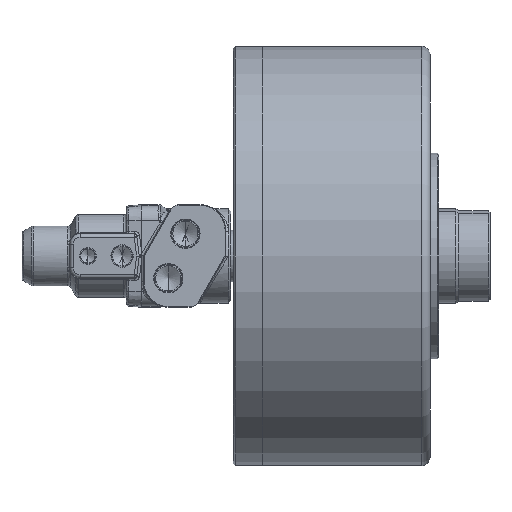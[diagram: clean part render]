
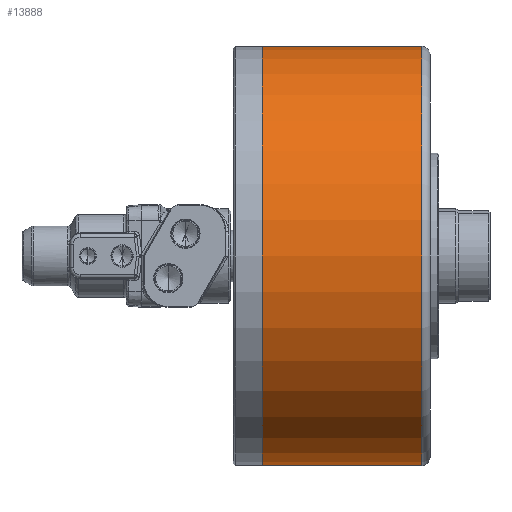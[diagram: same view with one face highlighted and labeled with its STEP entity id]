
A CAD part, front view. The second image highlights one B-rep face of the part: STEP entity #13888.
In plain terms, the highlighted cylindrical face has radius 122.5 mm (diameter 245 mm), a partial arc.
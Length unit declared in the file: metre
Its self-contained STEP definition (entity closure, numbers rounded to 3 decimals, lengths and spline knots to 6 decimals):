
#3019 = DIRECTION ( 'NONE',  ( -1., 0., 0. ) ) ;
#3053 = CARTESIAN_POINT ( 'NONE',  ( 0.093, 0., -0.1225 ) ) ;
#3059 = DIRECTION ( 'NONE',  ( 0., 0., 1. ) ) ;
#3359 = CARTESIAN_POINT ( 'NONE',  ( 0.093, 0., 0.1225 ) ) ;
#3538 = CARTESIAN_POINT ( 'NONE',  ( 0., 0., -0.1225 ) ) ;
#3545 = DIRECTION ( 'NONE',  ( -1., 0., 0. ) ) ;
#3546 = VECTOR ( 'NONE', #3545, 1. ) ;
#3698 = CARTESIAN_POINT ( 'NONE',  ( 0., 0., 0.1225 ) ) ;
#3699 = LINE ( 'NONE', #3698, #3546 ) ;
#3723 = DIRECTION ( 'NONE',  ( -1., 0., 0. ) ) ;
#3731 = LINE ( 'NONE', #3733, #3771 ) ;
#3733 = CARTESIAN_POINT ( 'NONE',  ( 0., 0., -0.1225 ) ) ;
#3738 = CARTESIAN_POINT ( 'NONE',  ( 0.093, 0., 0. ) ) ;
#3740 = CARTESIAN_POINT ( 'NONE',  ( 0., 0., 0.1225 ) ) ;
#3771 = VECTOR ( 'NONE', #3723, 1. ) ;
#3804 = CIRCLE ( 'NONE', #3805, 0.1225 ) ;
#3805 = AXIS2_PLACEMENT_3D ( 'NONE', #3738, #3019, #3059 ) ;
#3838 = CYLINDRICAL_SURFACE ( 'NONE', #3884, 0.1225 ) ;
#3884 = AXIS2_PLACEMENT_3D ( 'NONE', #3933, #3932, #3919 ) ;
#3919 = DIRECTION ( 'NONE',  ( 0., 0., 1. ) ) ;
#3921 = FACE_OUTER_BOUND ( 'NONE', #14011, .T. ) ;
#3932 = DIRECTION ( 'NONE',  ( -1., 0., 0. ) ) ;
#3933 = CARTESIAN_POINT ( 'NONE',  ( 0., 0., 0. ) ) ;
#3988 = DIRECTION ( 'NONE',  ( 0., 0., 1. ) ) ;
#3989 = DIRECTION ( 'NONE',  ( -1., 0., 0. ) ) ;
#3997 = AXIS2_PLACEMENT_3D ( 'NONE', #4017, #3989, #3988 ) ;
#4017 = CARTESIAN_POINT ( 'NONE',  ( 0., 0., 0. ) ) ;
#4062 = CIRCLE ( 'NONE', #3997, 0.1225 ) ;
#13767 = ORIENTED_EDGE ( 'NONE', *, *, #13831, .F. ) ;
#13815 = EDGE_CURVE ( 'NONE', #16080, #13856, #3699, .T. ) ;
#13825 = VERTEX_POINT ( 'NONE', #3538 ) ;
#13831 = EDGE_CURVE ( 'NONE', #16032, #13825, #3731, .T. ) ;
#13856 = VERTEX_POINT ( 'NONE', #3740 ) ;
#13873 = EDGE_CURVE ( 'NONE', #16032, #16080, #3804, .T. ) ;
#13888 = ADVANCED_FACE ( 'NONE', ( #3921 ), #3838, .T. ) ;
#13906 = EDGE_CURVE ( 'NONE', #13825, #13856, #4062, .T. ) ;
#13908 = ORIENTED_EDGE ( 'NONE', *, *, #13815, .T. ) ;
#13996 = ORIENTED_EDGE ( 'NONE', *, *, #13873, .T. ) ;
#14011 = EDGE_LOOP ( 'NONE', ( #13767, #13996, #13908, #14047 ) ) ;
#14047 = ORIENTED_EDGE ( 'NONE', *, *, #13906, .F. ) ;
#16032 = VERTEX_POINT ( 'NONE', #3053 ) ;
#16080 = VERTEX_POINT ( 'NONE', #3359 ) ;
